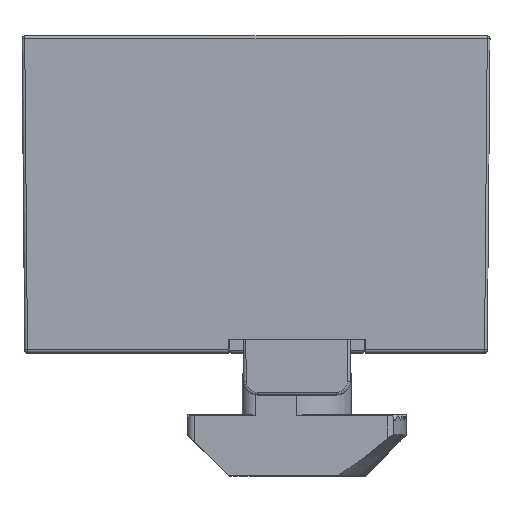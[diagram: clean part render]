
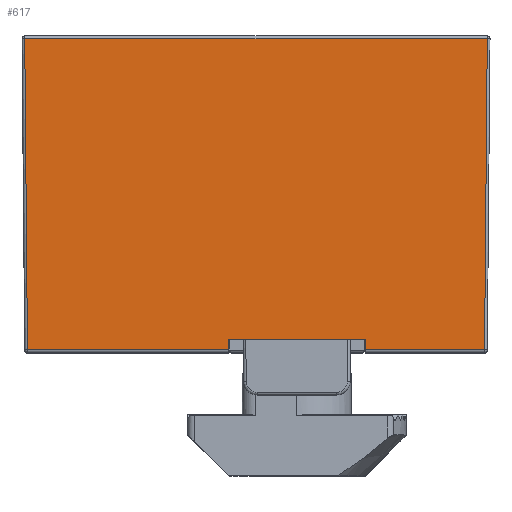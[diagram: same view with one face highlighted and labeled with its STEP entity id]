
A CAD part, top view. The second image highlights one B-rep face of the part: STEP entity #617.
In plain terms, the highlighted planar face has unit normal (0, -0.009, 1).
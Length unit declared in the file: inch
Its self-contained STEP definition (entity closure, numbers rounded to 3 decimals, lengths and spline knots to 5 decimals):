
#131 = EDGE_CURVE ( 'NONE', #939, #8830, #4961, .T. ) ;
#305 = VERTEX_POINT ( 'NONE', #10450 ) ;
#617 = ADVANCED_FACE ( 'NONE', ( #9245 ), #9079, .T. ) ;
#779 = LINE ( 'NONE', #830, #3944 ) ;
#830 = CARTESIAN_POINT ( 'NONE',  ( -0.79252, 0.00781, 0.73501 ) ) ;
#939 = VERTEX_POINT ( 'NONE', #3627 ) ;
#1154 = ORIENTED_EDGE ( 'NONE', *, *, #9590, .T. ) ;
#1272 = LINE ( 'NONE', #2208, #3008 ) ;
#1353 = LINE ( 'NONE', #4639, #8843 ) ;
#1512 = CARTESIAN_POINT ( 'NONE',  ( -0.79252, 0.91339, 0.74291 ) ) ;
#1550 = ORIENTED_EDGE ( 'NONE', *, *, #8450, .T. ) ;
#1612 = DIRECTION ( 'NONE',  ( 0., -0.009, 1. ) ) ;
#1732 = VERTEX_POINT ( 'NONE', #10011 ) ;
#1738 = AXIS2_PLACEMENT_3D ( 'NONE', #1512, #1612, #2434 ) ;
#2048 = CARTESIAN_POINT ( 'NONE',  ( -0.77674, 0.00781, 0.73501 ) ) ;
#2208 = CARTESIAN_POINT ( 'NONE',  ( -0.19685, 0.00781, 0.73501 ) ) ;
#2434 = DIRECTION ( 'NONE',  ( 0., -1., -0.009 ) ) ;
#2579 = ORIENTED_EDGE ( 'NONE', *, *, #7460, .T. ) ;
#3008 = VECTOR ( 'NONE', #10564, 39.37008 ) ;
#3242 = CARTESIAN_POINT ( 'NONE',  ( -0.79252, 0.03937, 0.73529 ) ) ;
#3275 = DIRECTION ( 'NONE',  ( 0., -1., -0.009 ) ) ;
#3303 = DIRECTION ( 'NONE',  ( -1., 0., 0. ) ) ;
#3304 = VECTOR ( 'NONE', #4140, 39.37008 ) ;
#3418 = CARTESIAN_POINT ( 'NONE',  ( 0.54911, 0.90168, 0.74281 ) ) ;
#3484 = EDGE_CURVE ( 'NONE', #8830, #4820, #779, .T. ) ;
#3627 = CARTESIAN_POINT ( 'NONE',  ( 0.54914, 0.90544, 0.74284 ) ) ;
#3944 = VECTOR ( 'NONE', #3303, 39.37008 ) ;
#4140 = DIRECTION ( 'NONE',  ( -0.009, -1., -0.009 ) ) ;
#4394 = DIRECTION ( 'NONE',  ( -0.009, 1., 0.009 ) ) ;
#4639 = CARTESIAN_POINT ( 'NONE',  ( -0.79252, 0.90544, 0.74284 ) ) ;
#4724 = VERTEX_POINT ( 'NONE', #7019 ) ;
#4762 = CARTESIAN_POINT ( 'NONE',  ( 0.19685, 0.00781, 0.73501 ) ) ;
#4820 = VERTEX_POINT ( 'NONE', #4762 ) ;
#4826 = CARTESIAN_POINT ( 'NONE',  ( 0.54131, 0.00781, 0.73501 ) ) ;
#4908 = ORIENTED_EDGE ( 'NONE', *, *, #3484, .F. ) ;
#4913 = CARTESIAN_POINT ( 'NONE',  ( -0.19685, 0.03937, 0.73529 ) ) ;
#4961 = LINE ( 'NONE', #3418, #3304 ) ;
#5003 = EDGE_CURVE ( 'NONE', #1732, #4820, #7409, .T. ) ;
#5384 = CARTESIAN_POINT ( 'NONE',  ( -0.78465, 0.91345, 0.74291 ) ) ;
#5938 = LINE ( 'NONE', #3242, #6216 ) ;
#6092 = VERTEX_POINT ( 'NONE', #2048 ) ;
#6216 = VECTOR ( 'NONE', #7430, 39.37008 ) ;
#7019 = CARTESIAN_POINT ( 'NONE',  ( -0.19685, 0.00781, 0.73501 ) ) ;
#7025 = CARTESIAN_POINT ( 'NONE',  ( -0.79252, 0.00781, 0.73501 ) ) ;
#7071 = ORIENTED_EDGE ( 'NONE', *, *, #9676, .F. ) ;
#7078 = LINE ( 'NONE', #7025, #8151 ) ;
#7195 = ORIENTED_EDGE ( 'NONE', *, *, #10768, .F. ) ;
#7341 = DIRECTION ( 'NONE',  ( -1., 0., 0. ) ) ;
#7409 = LINE ( 'NONE', #10818, #9516 ) ;
#7430 = DIRECTION ( 'NONE',  ( 1., 0., 0. ) ) ;
#7460 = EDGE_CURVE ( 'NONE', #939, #305, #1353, .T. ) ;
#8151 = VECTOR ( 'NONE', #10386, 39.37008 ) ;
#8251 = VERTEX_POINT ( 'NONE', #4913 ) ;
#8450 = EDGE_CURVE ( 'NONE', #4724, #8251, #1272, .T. ) ;
#8830 = VERTEX_POINT ( 'NONE', #4826 ) ;
#8843 = VECTOR ( 'NONE', #7341, 39.37008 ) ;
#9033 = VECTOR ( 'NONE', #4394, 39.37008 ) ;
#9079 = PLANE ( 'NONE',  #1738 ) ;
#9245 = FACE_OUTER_BOUND ( 'NONE', #10010, .T. ) ;
#9296 = ORIENTED_EDGE ( 'NONE', *, *, #131, .F. ) ;
#9506 = LINE ( 'NONE', #5384, #9033 ) ;
#9516 = VECTOR ( 'NONE', #3275, 39.37008 ) ;
#9590 = EDGE_CURVE ( 'NONE', #8251, #1732, #5938, .T. ) ;
#9676 = EDGE_CURVE ( 'NONE', #6092, #305, #9506, .T. ) ;
#10010 = EDGE_LOOP ( 'NONE', ( #9296, #2579, #7071, #7195, #1550, #1154, #10743, #4908 ) ) ;
#10011 = CARTESIAN_POINT ( 'NONE',  ( 0.19685, 0.03937, 0.73529 ) ) ;
#10386 = DIRECTION ( 'NONE',  ( -1., 0., 0. ) ) ;
#10450 = CARTESIAN_POINT ( 'NONE',  ( -0.78458, 0.90544, 0.74284 ) ) ;
#10564 = DIRECTION ( 'NONE',  ( 0., 1., 0.009 ) ) ;
#10743 = ORIENTED_EDGE ( 'NONE', *, *, #5003, .T. ) ;
#10768 = EDGE_CURVE ( 'NONE', #4724, #6092, #7078, .T. ) ;
#10818 = CARTESIAN_POINT ( 'NONE',  ( 0.19685, 0.03937, 0.73529 ) ) ;
